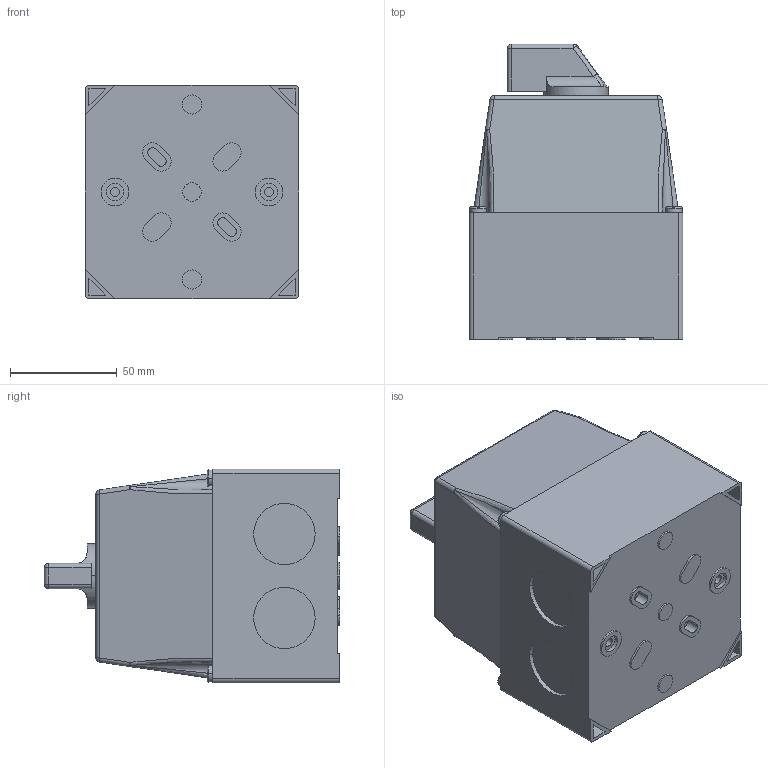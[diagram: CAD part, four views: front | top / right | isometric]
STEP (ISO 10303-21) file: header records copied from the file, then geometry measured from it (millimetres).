
FILE_DESCRIPTION (( 'STEP AP203' ), '1' );
FILE_NAME ('Ñáîðêà14.STEP', '2015-12-10T08:07:48', ( '' ), ( '' ), 'SwSTEP 2.0', 'SolidWorks 2012', '' );
FILE_SCHEMA (( 'CONFIG_CONTROL_DESIGN' ));
Length unit declared in the file: millimetre
Products named in the file (3): 栖闉罻14; Ðóêîÿòêà 6; OptiSwitch 4G10-91-PK-R114 (3-4 櫡耪蠉)
Assembly tree (2 placements, depth 2):
  栖闉罻14
    OptiSwitch 4G10-91-PK-R114 (3-4 櫡耪蠉)
    Ðóêîÿòêà 6
Bounding box: 100 x 138.1 x 100 mm (x, y, z)
Volume: 1001259.7 mm3; surface area: 73128.7 mm2
Topology: 2 solids, 2 shells, 275 faces, 658 edges, 410 vertices
Faces by surface type: plane 150, cylinder 86, torus 16, sphere 12, bspline 11
Entity records: 8995 total; most frequent: CARTESIAN_POINT 2369, DIRECTION 1345, ORIENTED_EDGE 1300, EDGE_CURVE 650, AXIS2_PLACEMENT_3D 500, VERTEX_POINT 410, LINE 345, VECTOR 345
